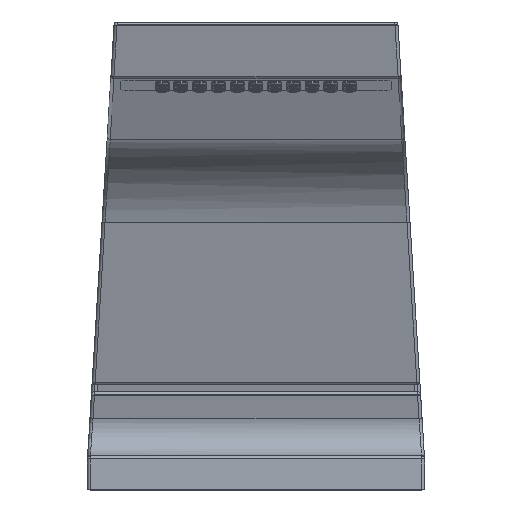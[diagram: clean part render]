
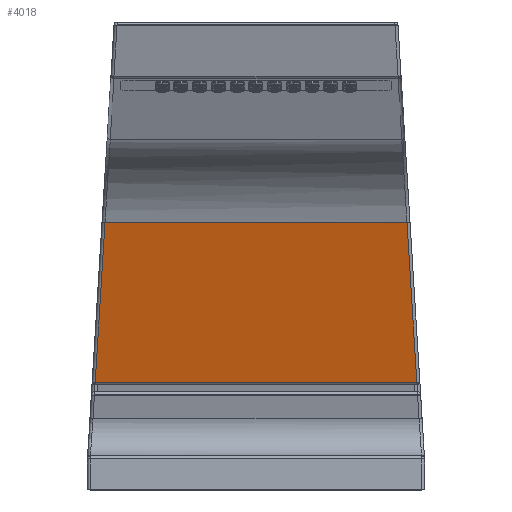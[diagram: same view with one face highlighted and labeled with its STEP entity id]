
A CAD part, top view. The second image highlights one B-rep face of the part: STEP entity #4018.
In plain terms, the highlighted planar face has unit normal (0, -0.259, 0.966).
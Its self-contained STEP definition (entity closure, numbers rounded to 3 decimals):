
#31 = VECTOR ( 'NONE', #5376, 1000. ) ;
#48 = FACE_OUTER_BOUND ( 'NONE', #3579, .T. ) ;
#300 = VERTEX_POINT ( 'NONE', #2463 ) ;
#397 = ORIENTED_EDGE ( 'NONE', *, *, #893, .T. ) ;
#793 = CARTESIAN_POINT ( 'NONE',  ( 40.311, 41.008, 20.823 ) ) ;
#893 = EDGE_CURVE ( 'NONE', #3145, #3295, #3423, .T. ) ;
#1025 = CARTESIAN_POINT ( 'NONE',  ( -40.311, 41.008, 20.823 ) ) ;
#1135 = CARTESIAN_POINT ( 'NONE',  ( 43.8, -2.459, 9.176 ) ) ;
#1156 = VECTOR ( 'NONE', #4672, 1000. ) ;
#1551 = DIRECTION ( 'NONE',  ( -0.059, 0.964, 0.258 ) ) ;
#1835 = EDGE_CURVE ( 'NONE', #5163, #3145, #2520, .T. ) ;
#1912 = LINE ( 'NONE', #4226, #4054 ) ;
#2004 = DIRECTION ( 'NONE',  ( 0., 0.966, 0.259 ) ) ;
#2171 = LINE ( 'NONE', #2814, #31 ) ;
#2301 = ORIENTED_EDGE ( 'NONE', *, *, #3369, .T. ) ;
#2463 = CARTESIAN_POINT ( 'NONE',  ( -42.938, -1.686, 9.383 ) ) ;
#2514 = ORIENTED_EDGE ( 'NONE', *, *, #5289, .T. ) ;
#2520 = LINE ( 'NONE', #5427, #3652 ) ;
#2802 = CARTESIAN_POINT ( 'NONE',  ( 42.938, -1.686, 9.383 ) ) ;
#2814 = CARTESIAN_POINT ( 'NONE',  ( -42.68, 2.507, 10.507 ) ) ;
#3145 = VERTEX_POINT ( 'NONE', #793 ) ;
#3295 = VERTEX_POINT ( 'NONE', #1025 ) ;
#3369 = EDGE_CURVE ( 'NONE', #300, #5163, #1912, .T. ) ;
#3423 = LINE ( 'NONE', #5117, #1156 ) ;
#3579 = EDGE_LOOP ( 'NONE', ( #2301, #4431, #397, #2514 ) ) ;
#3652 = VECTOR ( 'NONE', #1551, 1000. ) ;
#4018 = ADVANCED_FACE ( 'NONE', ( #48 ), #4134, .F. ) ;
#4054 = VECTOR ( 'NONE', #4644, 1000. ) ;
#4134 = PLANE ( 'NONE',  #5164 ) ;
#4226 = CARTESIAN_POINT ( 'NONE',  ( 43.8, -1.686, 9.383 ) ) ;
#4431 = ORIENTED_EDGE ( 'NONE', *, *, #1835, .T. ) ;
#4562 = DIRECTION ( 'NONE',  ( 0., 0.259, -0.966 ) ) ;
#4644 = DIRECTION ( 'NONE',  ( 1., 0., 0. ) ) ;
#4672 = DIRECTION ( 'NONE',  ( -1., 0., 0. ) ) ;
#5117 = CARTESIAN_POINT ( 'NONE',  ( 43.8, 41.008, 20.823 ) ) ;
#5163 = VERTEX_POINT ( 'NONE', #2802 ) ;
#5164 = AXIS2_PLACEMENT_3D ( 'NONE', #1135, #4562, #2004 ) ;
#5289 = EDGE_CURVE ( 'NONE', #3295, #300, #2171, .T. ) ;
#5376 = DIRECTION ( 'NONE',  ( -0.059, -0.964, -0.258 ) ) ;
#5427 = CARTESIAN_POINT ( 'NONE',  ( 42.989, -2.505, 9.164 ) ) ;
